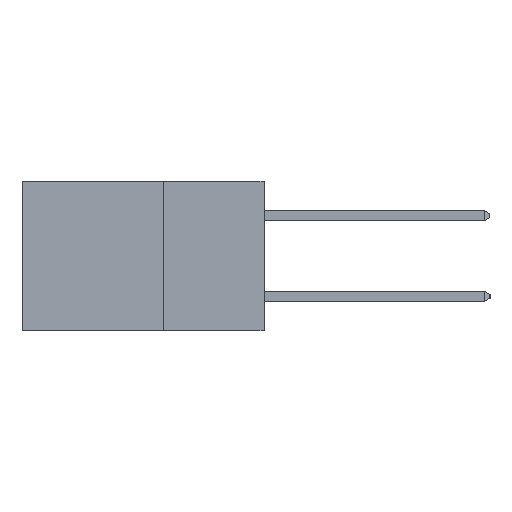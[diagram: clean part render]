
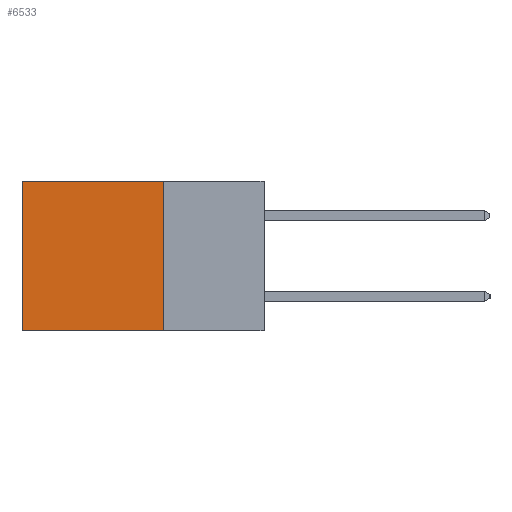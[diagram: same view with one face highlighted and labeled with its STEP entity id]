
A CAD part, left-side view. The second image highlights one B-rep face of the part: STEP entity #6533.
In plain terms, the highlighted planar face has unit normal (-1, 0, 0).
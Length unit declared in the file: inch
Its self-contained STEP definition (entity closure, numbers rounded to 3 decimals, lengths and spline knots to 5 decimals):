
#1499 = EDGE_CURVE ( 'NONE', #10894, #12868, #11908, .T. ) ;
#1538 = VECTOR ( 'NONE', #9562, 39.37008 ) ;
#1955 = CARTESIAN_POINT ( 'NONE',  ( 0.2615, 0.6, -0.37 ) ) ;
#3240 = VECTOR ( 'NONE', #11247, 39.37008 ) ;
#3950 = CARTESIAN_POINT ( 'NONE',  ( 0.2615, 0.25, -0.37 ) ) ;
#4046 = AXIS2_PLACEMENT_3D ( 'NONE', #14880, #14847, #14827 ) ;
#4306 = EDGE_CURVE ( 'NONE', #10894, #10257, #14233, .T. ) ;
#5387 = VECTOR ( 'NONE', #16220, 39.37008 ) ;
#5547 = ORIENTED_EDGE ( 'NONE', *, *, #10733, .F. ) ;
#5665 = CARTESIAN_POINT ( 'NONE',  ( 0.2615, 0.25, 0. ) ) ;
#6533 = ADVANCED_FACE ( 'NONE', ( #12844 ), #15396, .F. ) ;
#7135 = CARTESIAN_POINT ( 'NONE',  ( 0.2615, 0.25, 0. ) ) ;
#7470 = DIRECTION ( 'NONE',  ( 0., 1., 0. ) ) ;
#7899 = VECTOR ( 'NONE', #7470, 39.37008 ) ;
#8682 = VERTEX_POINT ( 'NONE', #1955 ) ;
#8838 = CARTESIAN_POINT ( 'NONE',  ( 0.2615, 0.6, 0. ) ) ;
#9562 = DIRECTION ( 'NONE',  ( 0., 1., 0. ) ) ;
#10257 = VERTEX_POINT ( 'NONE', #14018 ) ;
#10515 = ORIENTED_EDGE ( 'NONE', *, *, #4306, .F. ) ;
#10733 = EDGE_CURVE ( 'NONE', #10257, #8682, #12553, .T. ) ;
#10894 = VERTEX_POINT ( 'NONE', #7135 ) ;
#11212 = CARTESIAN_POINT ( 'NONE',  ( 0.2615, 0.25, -0.37 ) ) ;
#11247 = DIRECTION ( 'NONE',  ( 0., 0., -1. ) ) ;
#11908 = LINE ( 'NONE', #5665, #7899 ) ;
#12553 = LINE ( 'NONE', #3950, #1538 ) ;
#12744 = EDGE_LOOP ( 'NONE', ( #16863, #5547, #10515, #13322 ) ) ;
#12844 = FACE_OUTER_BOUND ( 'NONE', #12744, .T. ) ;
#12868 = VERTEX_POINT ( 'NONE', #8838 ) ;
#13322 = ORIENTED_EDGE ( 'NONE', *, *, #1499, .T. ) ;
#14018 = CARTESIAN_POINT ( 'NONE',  ( 0.2615, 0.25, -0.37 ) ) ;
#14233 = LINE ( 'NONE', #11212, #3240 ) ;
#14827 = DIRECTION ( 'NONE',  ( 0., 0., -1. ) ) ;
#14847 = DIRECTION ( 'NONE',  ( 1., 0., 0. ) ) ;
#14880 = CARTESIAN_POINT ( 'NONE',  ( 0.2615, 0.25, -0.37 ) ) ;
#14893 = CARTESIAN_POINT ( 'NONE',  ( 0.2615, 0.6, -0.37 ) ) ;
#15396 = PLANE ( 'NONE',  #4046 ) ;
#16220 = DIRECTION ( 'NONE',  ( 0., 0., -1. ) ) ;
#16270 = LINE ( 'NONE', #14893, #5387 ) ;
#16707 = EDGE_CURVE ( 'NONE', #12868, #8682, #16270, .T. ) ;
#16863 = ORIENTED_EDGE ( 'NONE', *, *, #16707, .T. ) ;
